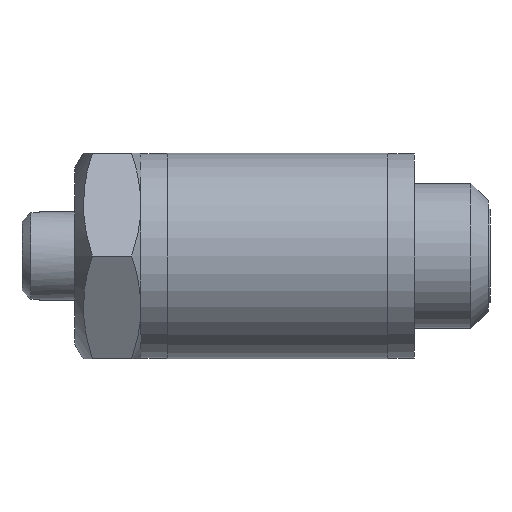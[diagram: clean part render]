
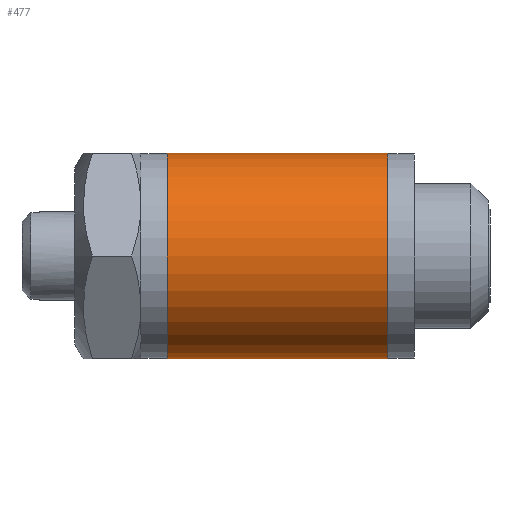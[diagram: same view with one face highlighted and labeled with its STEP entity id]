
A CAD part, left-side view. The second image highlights one B-rep face of the part: STEP entity #477.
In plain terms, the highlighted cylindrical face has radius 7 mm (diameter 14 mm), a partial arc.
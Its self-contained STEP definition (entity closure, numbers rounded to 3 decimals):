
#230 = VERTEX_POINT ( 'NONE', #1114 ) ;
#356 = ORIENTED_EDGE ( 'NONE', *, *, #357, .T. ) ;
#357 = EDGE_CURVE ( 'NONE', #498, #491, #1451, .T. ) ;
#477 = ADVANCED_FACE ( 'NONE', ( #1739 ), #1741, .T. ) ;
#478 = EDGE_LOOP ( 'NONE', ( #479, #480, #768, #356 ) ) ;
#479 = ORIENTED_EDGE ( 'NONE', *, *, #490, .F. ) ;
#480 = ORIENTED_EDGE ( 'NONE', *, *, #481, .T. ) ;
#481 = EDGE_CURVE ( 'NONE', #488, #230, #1671, .T. ) ;
#488 = VERTEX_POINT ( 'NONE', #1756 ) ;
#490 = EDGE_CURVE ( 'NONE', #488, #491, #1767, .T. ) ;
#491 = VERTEX_POINT ( 'NONE', #1752 ) ;
#498 = VERTEX_POINT ( 'NONE', #1793 ) ;
#500 = EDGE_CURVE ( 'NONE', #230, #498, #1783, .T. ) ;
#768 = ORIENTED_EDGE ( 'NONE', *, *, #500, .T. ) ;
#1114 = CARTESIAN_POINT ( 'NONE',  ( 0., 7.2, 7. ) ) ;
#1447 = DIRECTION ( 'NONE',  ( 0., 0., -1. ) ) ;
#1448 = DIRECTION ( 'NONE',  ( 0., -1., 0. ) ) ;
#1449 = CARTESIAN_POINT ( 'NONE',  ( 0., 22.2, 0. ) ) ;
#1450 = AXIS2_PLACEMENT_3D ( 'NONE', #1449, #1448, #1447 ) ;
#1451 = CIRCLE ( 'NONE', #1450, 7. ) ;
#1659 = DIRECTION ( 'NONE',  ( 0., 1., 0. ) ) ;
#1661 = DIRECTION ( 'NONE',  ( 0., 0., 1. ) ) ;
#1662 = AXIS2_PLACEMENT_3D ( 'NONE', #1663, #1659, #1661 ) ;
#1663 = CARTESIAN_POINT ( 'NONE',  ( 0., 7.2, 0. ) ) ;
#1671 = CIRCLE ( 'NONE', #1662, 7. ) ;
#1732 = CARTESIAN_POINT ( 'NONE',  ( 0., 28.286, 0. ) ) ;
#1733 = AXIS2_PLACEMENT_3D ( 'NONE', #1732, #1740, #1736 ) ;
#1736 = DIRECTION ( 'NONE',  ( 0., 0., 1. ) ) ;
#1739 = FACE_OUTER_BOUND ( 'NONE', #478, .T. ) ;
#1740 = DIRECTION ( 'NONE',  ( 0., 1., 0. ) ) ;
#1741 = CYLINDRICAL_SURFACE ( 'NONE', #1733, 7. ) ;
#1752 = CARTESIAN_POINT ( 'NONE',  ( 0., 22.2, -7. ) ) ;
#1753 = VECTOR ( 'NONE', #1758, 1000. ) ;
#1756 = CARTESIAN_POINT ( 'NONE',  ( 0., 7.2, -7. ) ) ;
#1758 = DIRECTION ( 'NONE',  ( 0., 1., 0. ) ) ;
#1759 = CARTESIAN_POINT ( 'NONE',  ( 0., 28.286, -7. ) ) ;
#1767 = LINE ( 'NONE', #1759, #1753 ) ;
#1768 = DIRECTION ( 'NONE',  ( 0., 1., 0. ) ) ;
#1769 = CARTESIAN_POINT ( 'NONE',  ( 0., 28.286, 7. ) ) ;
#1783 = LINE ( 'NONE', #1769, #1790 ) ;
#1790 = VECTOR ( 'NONE', #1768, 1000. ) ;
#1793 = CARTESIAN_POINT ( 'NONE',  ( 0., 22.2, 7. ) ) ;
